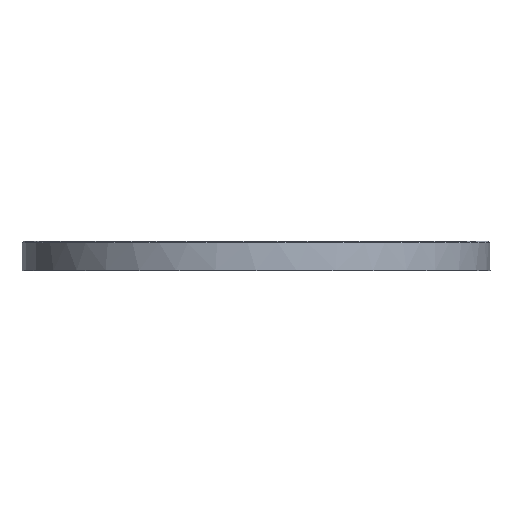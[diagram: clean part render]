
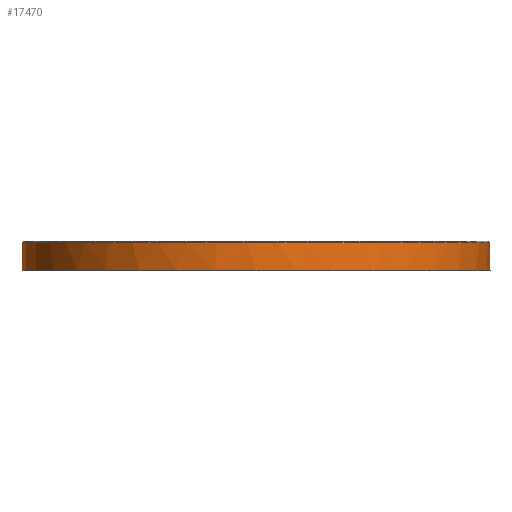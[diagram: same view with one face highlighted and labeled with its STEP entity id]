
A CAD part, front view. The second image highlights one B-rep face of the part: STEP entity #17470.
In plain terms, the highlighted cylindrical face has radius 40 mm (diameter 80 mm), a full revolution.
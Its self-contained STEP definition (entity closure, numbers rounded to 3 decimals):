
#562=CIRCLE('',#18600,40.);
#563=CYLINDRICAL_SURFACE('',#18599,40.);
#582=LINE('',#26343,#1739);
#1739=VECTOR('',#18644,40.);
#2926=FACE_OUTER_BOUND('',#4055,.T.);
#4055=EDGE_LOOP('',(#11886,#11887,#11888,#11889));
#5183=B_SPLINE_CURVE_WITH_KNOTS('',3,(#19978,#19979,#19980,#19981,#19982,
#19983,#19984,#19985,#19986,#19987,#19988,#19989,#19990,#19991,#19992,#19993,
#19994,#19995),.UNSPECIFIED.,.T.,.F.,(4,1,1,1,1,1,1,1,1,1,1,1,1,1,1,4),
(0.,1.776,3.552,5.328,7.103,
8.287,9.471,10.655,11.839,14.207,
16.575,17.759,18.942,21.31,23.086,
24.862),.UNSPECIFIED.);
#6827=VERTEX_POINT('',#19969);
#7393=VERTEX_POINT('',#26342);
#8515=EDGE_CURVE('',#6827,#6827,#5183,.T.);
#9082=EDGE_CURVE('',#6827,#7393,#582,.T.);
#9083=EDGE_CURVE('',#7393,#7393,#562,.T.);
#11886=ORIENTED_EDGE('',*,*,#8515,.F.);
#11887=ORIENTED_EDGE('',*,*,#9082,.T.);
#11888=ORIENTED_EDGE('',*,*,#9083,.T.);
#11889=ORIENTED_EDGE('',*,*,#9082,.F.);
#17470=ADVANCED_FACE('',(#2926),#563,.T.);
#18599=AXIS2_PLACEMENT_3D('',#26341,#18642,#18643);
#18600=AXIS2_PLACEMENT_3D('',#26344,#18645,#18646);
#18642=DIRECTION('center_axis',(0.,0.,1.));
#18643=DIRECTION('ref_axis',(1.,0.,0.));
#18644=DIRECTION('',(0.,0.,-1.));
#18645=DIRECTION('center_axis',(0.,0.,1.));
#18646=DIRECTION('ref_axis',(1.,0.,0.));
#19969=CARTESIAN_POINT('',(-40.,0.,29.75));
#19978=CARTESIAN_POINT('Ctrl Pts',(-40.,0.,29.75));
#19979=CARTESIAN_POINT('Ctrl Pts',(-40.,-5.984,29.75));
#19980=CARTESIAN_POINT('Ctrl Pts',(-37.272,-17.948,
29.75));
#19981=CARTESIAN_POINT('Ctrl Pts',(-25.792,-32.343,
29.75));
#19982=CARTESIAN_POINT('Ctrl Pts',(-9.205,-40.332,
29.75));
#19983=CARTESIAN_POINT('Ctrl Pts',(7.159,-40.327,29.75));
#19984=CARTESIAN_POINT('Ctrl Pts',(20.299,-35.16,29.75));
#19985=CARTESIAN_POINT('Ctrl Pts',(29.767,-27.618,29.75));
#19986=CARTESIAN_POINT('Ctrl Pts',(36.571,-17.614,29.75));
#19987=CARTESIAN_POINT('Ctrl Pts',(41.364,-2.2,29.75));
#19988=CARTESIAN_POINT('Ctrl Pts',(38.268,18.426,29.75));
#19989=CARTESIAN_POINT('Ctrl Pts',(24.067,33.717,29.75));
#19990=CARTESIAN_POINT('Ctrl Pts',(9.034,39.567,29.75));
#19991=CARTESIAN_POINT('Ctrl Pts',(-7.065,40.822,29.75));
#19992=CARTESIAN_POINT('Ctrl Pts',(-24.524,33.963,29.75));
#19993=CARTESIAN_POINT('Ctrl Pts',(-37.268,17.938,29.75));
#19994=CARTESIAN_POINT('Ctrl Pts',(-40.,5.984,29.75));
#19995=CARTESIAN_POINT('Ctrl Pts',(-40.,0.,29.75));
#26341=CARTESIAN_POINT('Origin',(0.,0.,25.));
#26342=CARTESIAN_POINT('',(-40.,0.,25.));
#26343=CARTESIAN_POINT('',(-40.,0.,25.));
#26344=CARTESIAN_POINT('Origin',(0.,0.,25.));
